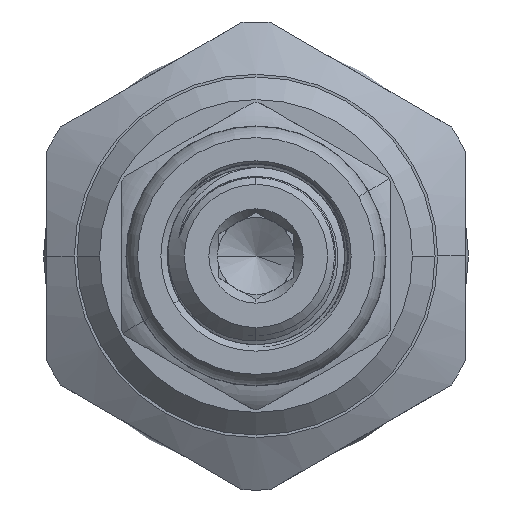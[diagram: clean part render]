
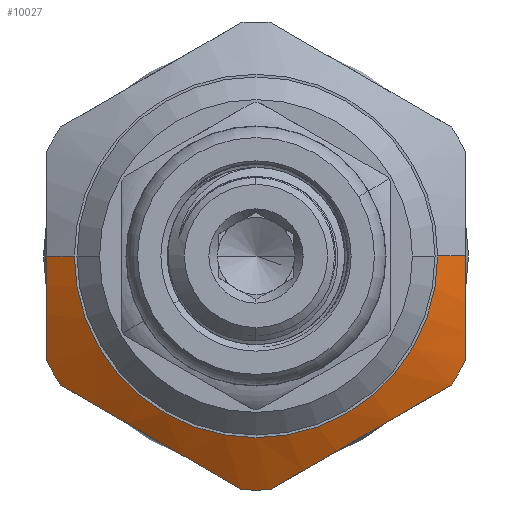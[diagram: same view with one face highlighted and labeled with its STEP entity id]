
A CAD part, left-side view. The second image highlights one B-rep face of the part: STEP entity #10027.
In plain terms, the highlighted conical face has half-angle 60 degrees and reference radius 9.642 mm.
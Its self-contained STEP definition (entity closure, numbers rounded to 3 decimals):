
#5 = CIRCLE ( 'NONE', #23246, 12.42 ) ;
#6 = VECTOR ( 'NONE', #17382, 1000. ) ;
#11 = LINE ( 'NONE', #17383, #6 ) ;
#13 = CIRCLE ( 'NONE', #23248, 9.642 ) ;
#7309 = CARTESIAN_POINT ( 'NONE',  ( 13.604, 0.747, -12.398 ) ) ;
#7378 = CARTESIAN_POINT ( 'NONE',  ( 12.848, -11.11, 0. ) ) ;
#7401 = CARTESIAN_POINT ( 'NONE',  ( 13.604, -11.11, -5.552 ) ) ;
#7429 = CARTESIAN_POINT ( 'NONE',  ( 12.848, 11.11, 0. ) ) ;
#7430 = CARTESIAN_POINT ( 'NONE',  ( 13.604, 11.11, -5.552 ) ) ;
#7448 = CARTESIAN_POINT ( 'NONE',  ( 12., -9.642, 0. ) ) ;
#7451 = CARTESIAN_POINT ( 'NONE',  ( 12., 9.642, 0. ) ) ;
#8161 = EDGE_LOOP ( 'NONE', ( #21587, #21593, #21639, #21525, #21629, #21664, #21668, #21669, #21670, #21671 ) ) ;
#8248 = FACE_OUTER_BOUND ( 'NONE', #8161, .T. ) ;
#8257 = CONICAL_SURFACE ( 'NONE', #22787, 9.642, 1.047 ) ;
#8305 = LINE ( 'NONE', #14523, #8308 ) ;
#8308 = VECTOR ( 'NONE', #14527, 1000. ) ;
#8319 = CIRCLE ( 'NONE', #22822, 12.42 ) ;
#8337 = CIRCLE ( 'NONE', #22827, 12.42 ) ;
#8688 = CARTESIAN_POINT ( 'NONE',  ( 13.604, -0.747, -12.398 ) ) ;
#8803 = CARTESIAN_POINT ( 'NONE',  ( 13.604, 10.363, -6.846 ) ) ;
#8904 = CARTESIAN_POINT ( 'NONE',  ( 13.604, -10.363, -6.846 ) ) ;
#10027 = ADVANCED_FACE ( 'NONE', ( #8248 ), #8257, .T. ) ;
#12492 = EDGE_CURVE ( 'NONE', #20842, #20727, #8305, .T. ) ;
#12498 = EDGE_CURVE ( 'NONE', #20727, #20795, #18808, .T. ) ;
#12502 = EDGE_CURVE ( 'NONE', #21456, #20795, #8319, .T. ) ;
#12511 = EDGE_CURVE ( 'NONE', #21456, #21020, #18819, .T. ) ;
#12515 = EDGE_CURVE ( 'NONE', #20564, #21020, #8337, .T. ) ;
#14435 = DIRECTION ( 'NONE',  ( 0., -1., 0. ) ) ;
#14437 = DIRECTION ( 'NONE',  ( 1., 0., 0. ) ) ;
#14439 = CARTESIAN_POINT ( 'NONE',  ( 12., 0., 0. ) ) ;
#14523 = CARTESIAN_POINT ( 'NONE',  ( 12., -9.642, 0. ) ) ;
#14527 = DIRECTION ( 'NONE',  ( 0.5, -0.866, 0. ) ) ;
#14540 = CARTESIAN_POINT ( 'NONE',  ( 12.848, -11.11, -0.466 ) ) ;
#14545 = CARTESIAN_POINT ( 'NONE',  ( 12.865, -11.11, -0.934 ) ) ;
#14549 = CARTESIAN_POINT ( 'NONE',  ( 12.848, -11.11, 0. ) ) ;
#14550 = CARTESIAN_POINT ( 'NONE',  ( 12.932, -11.11, -1.87 ) ) ;
#14551 = CARTESIAN_POINT ( 'NONE',  ( 12.983, -11.11, -2.341 ) ) ;
#14552 = CARTESIAN_POINT ( 'NONE',  ( 13.181, -11.11, -3.737 ) ) ;
#14553 = CARTESIAN_POINT ( 'NONE',  ( 13.371, -11.11, -4.651 ) ) ;
#14554 = CARTESIAN_POINT ( 'NONE',  ( 13.604, -11.11, -5.552 ) ) ;
#14564 = CARTESIAN_POINT ( 'NONE',  ( 13.604, 0., 0. ) ) ;
#14565 = DIRECTION ( 'NONE',  ( -1., 0., 0. ) ) ;
#14566 = DIRECTION ( 'NONE',  ( 0., -1., 0. ) ) ;
#14578 = CARTESIAN_POINT ( 'NONE',  ( 13.369, -9.575, -7.3 ) ) ;
#14583 = CARTESIAN_POINT ( 'NONE',  ( 13.179, -8.783, -7.758 ) ) ;
#14588 = CARTESIAN_POINT ( 'NONE',  ( 13.604, -10.363, -6.846 ) ) ;
#14589 = CARTESIAN_POINT ( 'NONE',  ( 12.919, -7.187, -8.68 ) ) ;
#14590 = CARTESIAN_POINT ( 'NONE',  ( 12.848, -6.382, -9.144 ) ) ;
#14591 = CARTESIAN_POINT ( 'NONE',  ( 12.847, -5.166, -9.846 ) ) ;
#14592 = CARTESIAN_POINT ( 'NONE',  ( 12.864, -4.757, -10.082 ) ) ;
#14593 = CARTESIAN_POINT ( 'NONE',  ( 12.931, -3.943, -10.552 ) ) ;
#14594 = CARTESIAN_POINT ( 'NONE',  ( 12.982, -3.539, -10.785 ) ) ;
#14595 = CARTESIAN_POINT ( 'NONE',  ( 13.178, -2.332, -11.482 ) ) ;
#14596 = CARTESIAN_POINT ( 'NONE',  ( 13.369, -1.536, -11.942 ) ) ;
#14597 = CARTESIAN_POINT ( 'NONE',  ( 13.604, -0.747, -12.398 ) ) ;
#14603 = CARTESIAN_POINT ( 'NONE',  ( 13.604, 0., 0. ) ) ;
#14604 = DIRECTION ( 'NONE',  ( -1., 0., 0. ) ) ;
#14605 = DIRECTION ( 'NONE',  ( 0., -1., 0. ) ) ;
#17370 = CARTESIAN_POINT ( 'NONE',  ( 13.371, 11.11, -4.651 ) ) ;
#17371 = CARTESIAN_POINT ( 'NONE',  ( 13.181, 11.11, -3.737 ) ) ;
#17372 = CARTESIAN_POINT ( 'NONE',  ( 13.604, 0., 0. ) ) ;
#17373 = DIRECTION ( 'NONE',  ( -1., 0., 0. ) ) ;
#17374 = DIRECTION ( 'NONE',  ( 0., -1., 0. ) ) ;
#17375 = CARTESIAN_POINT ( 'NONE',  ( 13.604, 11.11, -5.552 ) ) ;
#17376 = CARTESIAN_POINT ( 'NONE',  ( 12.983, 11.11, -2.341 ) ) ;
#17377 = CARTESIAN_POINT ( 'NONE',  ( 12.932, 11.11, -1.87 ) ) ;
#17378 = CARTESIAN_POINT ( 'NONE',  ( 12.865, 11.11, -0.934 ) ) ;
#17379 = CARTESIAN_POINT ( 'NONE',  ( 12.848, 11.11, -0.466 ) ) ;
#17380 = CARTESIAN_POINT ( 'NONE',  ( 12.848, 11.11, 0. ) ) ;
#17382 = DIRECTION ( 'NONE',  ( 0.5, 0.866, 0. ) ) ;
#17383 = CARTESIAN_POINT ( 'NONE',  ( 12., 9.642, 0. ) ) ;
#17388 = CARTESIAN_POINT ( 'NONE',  ( 12., 0., 0. ) ) ;
#17389 = DIRECTION ( 'NONE',  ( -1., 0., 0. ) ) ;
#17390 = DIRECTION ( 'NONE',  ( 0., 1., 0. ) ) ;
#17394 = CARTESIAN_POINT ( 'NONE',  ( 13.179, 2.327, -11.485 ) ) ;
#17401 = CARTESIAN_POINT ( 'NONE',  ( 13.369, 1.535, -11.943 ) ) ;
#17402 = CARTESIAN_POINT ( 'NONE',  ( 13.604, 0.747, -12.398 ) ) ;
#17403 = CARTESIAN_POINT ( 'NONE',  ( 12.919, 3.923, -10.564 ) ) ;
#17404 = CARTESIAN_POINT ( 'NONE',  ( 12.848, 4.728, -10.099 ) ) ;
#17405 = CARTESIAN_POINT ( 'NONE',  ( 12.847, 5.944, -9.397 ) ) ;
#17406 = CARTESIAN_POINT ( 'NONE',  ( 12.864, 6.353, -9.161 ) ) ;
#17407 = CARTESIAN_POINT ( 'NONE',  ( 12.931, 7.167, -8.691 ) ) ;
#17408 = CARTESIAN_POINT ( 'NONE',  ( 12.982, 7.571, -8.458 ) ) ;
#17409 = CARTESIAN_POINT ( 'NONE',  ( 13.178, 8.778, -7.761 ) ) ;
#17410 = CARTESIAN_POINT ( 'NONE',  ( 13.369, 9.574, -7.301 ) ) ;
#17411 = CARTESIAN_POINT ( 'NONE',  ( 13.604, 10.363, -6.846 ) ) ;
#18808 = B_SPLINE_CURVE_WITH_KNOTS ( 'NONE', 3,
 ( #14549, #14540, #14545, #14550, #14551, #14552, #14553, #14554 ),
 .UNSPECIFIED., .F., .F.,
 ( 4, 2, 2, 4 ),
 ( 0.017, 0.018, 0.019, 0.022 ),
 .UNSPECIFIED. ) ;
#18819 = B_SPLINE_CURVE_WITH_KNOTS ( 'NONE', 3,
 ( #14588, #14578, #14583, #14589, #14590, #14591, #14592, #14593, #14594, #14595, #14596, #14597 ),
 .UNSPECIFIED., .F., .F.,
 ( 4, 2, 2, 2, 2, 4 ),
 ( 0., 0.003, 0.006, 0.007, 0.009, 0.011 ),
 .UNSPECIFIED. ) ;
#18895 = B_SPLINE_CURVE_WITH_KNOTS ( 'NONE', 3,
 ( #17375, #17370, #17371, #17376, #17377, #17378, #17379, #17380 ),
 .UNSPECIFIED., .F., .F.,
 ( 4, 2, 2, 4 ),
 ( 0.007, 0.009, 0.011, 0.012 ),
 .UNSPECIFIED. ) ;
#18897 = B_SPLINE_CURVE_WITH_KNOTS ( 'NONE', 3,
 ( #17402, #17401, #17394, #17403, #17404, #17405, #17406, #17407, #17408, #17409, #17410, #17411 ),
 .UNSPECIFIED., .F., .F.,
 ( 4, 2, 2, 2, 2, 4 ),
 ( 0., 0.003, 0.006, 0.007, 0.009, 0.011 ),
 .UNSPECIFIED. ) ;
#20136 = EDGE_CURVE ( 'NONE', #20824, #21217, #5, .T. ) ;
#20137 = EDGE_CURVE ( 'NONE', #20824, #20823, #18895, .T. ) ;
#20139 = EDGE_CURVE ( 'NONE', #20845, #20823, #11, .T. ) ;
#20140 = EDGE_CURVE ( 'NONE', #20845, #20842, #13, .T. ) ;
#20144 = EDGE_CURVE ( 'NONE', #20564, #21217, #18897, .T. ) ;
#20564 = VERTEX_POINT ( 'NONE', #7309 ) ;
#20727 = VERTEX_POINT ( 'NONE', #7378 ) ;
#20795 = VERTEX_POINT ( 'NONE', #7401 ) ;
#20823 = VERTEX_POINT ( 'NONE', #7429 ) ;
#20824 = VERTEX_POINT ( 'NONE', #7430 ) ;
#20842 = VERTEX_POINT ( 'NONE', #7448 ) ;
#20845 = VERTEX_POINT ( 'NONE', #7451 ) ;
#21020 = VERTEX_POINT ( 'NONE', #8688 ) ;
#21217 = VERTEX_POINT ( 'NONE', #8803 ) ;
#21456 = VERTEX_POINT ( 'NONE', #8904 ) ;
#21525 = ORIENTED_EDGE ( 'NONE', *, *, #20136, .T. ) ;
#21587 = ORIENTED_EDGE ( 'NONE', *, *, #20140, .F. ) ;
#21593 = ORIENTED_EDGE ( 'NONE', *, *, #20139, .T. ) ;
#21629 = ORIENTED_EDGE ( 'NONE', *, *, #20144, .F. ) ;
#21639 = ORIENTED_EDGE ( 'NONE', *, *, #20137, .F. ) ;
#21664 = ORIENTED_EDGE ( 'NONE', *, *, #12515, .T. ) ;
#21668 = ORIENTED_EDGE ( 'NONE', *, *, #12511, .F. ) ;
#21669 = ORIENTED_EDGE ( 'NONE', *, *, #12502, .T. ) ;
#21670 = ORIENTED_EDGE ( 'NONE', *, *, #12498, .F. ) ;
#21671 = ORIENTED_EDGE ( 'NONE', *, *, #12492, .F. ) ;
#22787 = AXIS2_PLACEMENT_3D ( 'NONE', #14439, #14437, #14435 ) ;
#22822 = AXIS2_PLACEMENT_3D ( 'NONE', #14564, #14565, #14566 ) ;
#22827 = AXIS2_PLACEMENT_3D ( 'NONE', #14603, #14604, #14605 ) ;
#23246 = AXIS2_PLACEMENT_3D ( 'NONE', #17372, #17373, #17374 ) ;
#23248 = AXIS2_PLACEMENT_3D ( 'NONE', #17388, #17389, #17390 ) ;
